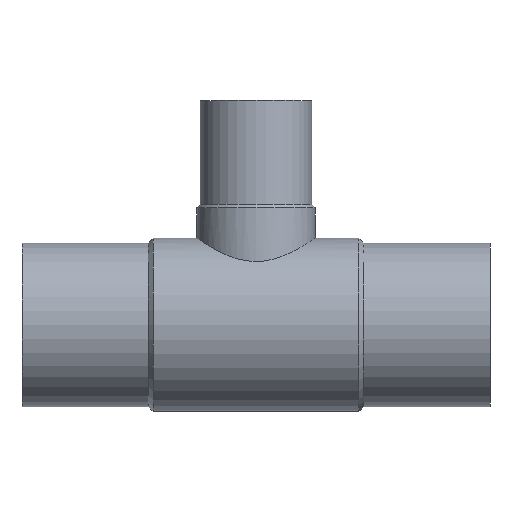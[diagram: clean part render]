
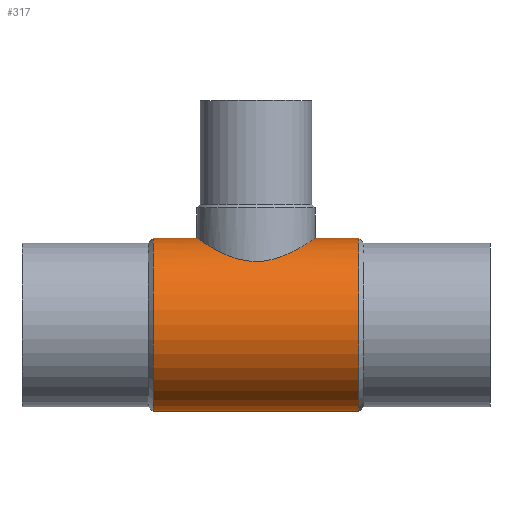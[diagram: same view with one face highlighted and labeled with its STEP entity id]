
A CAD part, top view. The second image highlights one B-rep face of the part: STEP entity #317.
In plain terms, the highlighted cylindrical face has radius 58.3 mm (diameter 116.6 mm), a partial arc.
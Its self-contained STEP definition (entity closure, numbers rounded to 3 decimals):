
#137 = EDGE_CURVE( '', #303, #247, #365, .T. );
#159 = VERTEX_POINT( '', #388 );
#183 = EDGE_CURVE( '', #249, #303, #416, .T. );
#219 = EDGE_CURVE( '', #247, #333, #457, .T. );
#227 = VERTEX_POINT( '', #466 );
#233 = EDGE_CURVE( '', #249, #227, #472, .T. );
#247 = VERTEX_POINT( '', #487 );
#249 = VERTEX_POINT( '', #489 );
#291 = EDGE_CURVE( '', #159, #227, #538, .T. );
#303 = VERTEX_POINT( '', #551 );
#317 = ADVANCED_FACE( '', ( #566 ), #567, .T. );
#323 = EDGE_CURVE( '', #333, #159, #573, .T. );
#333 = VERTEX_POINT( '', #584 );
#365 = CIRCLE( '', #613, 58.3 );
#388 = CARTESIAN_POINT( '', ( -197.25, 58.3, 0. ) );
#416 = LINE( '', #673, #674 );
#457 = LINE( '', #851, #852 );
#466 = CARTESIAN_POINT( '', ( -226.7, 58.3, 0. ) );
#472 = CIRCLE( '', #872, 58.3 );
#487 = CARTESIAN_POINT( '', ( -88.3, 58.3, 0. ) );
#489 = CARTESIAN_POINT( '', ( -226.7, -58.3, 0. ) );
#538 = LINE( '', #993, #994 );
#551 = CARTESIAN_POINT( '', ( -88.3, -58.3, 0. ) );
#566 = FACE_OUTER_BOUND( '', #1031, .T. );
#567 = CYLINDRICAL_SURFACE( '', #1032, 58.3 );
#573 = B_SPLINE_CURVE_WITH_KNOTS( '', 3, ( #1073, #1074, #1075, #1076, #1077, #1078, #1079, #1080, #1081, #1082, #1083, #1084, #1085, #1086, #1087, #1088, #1089, #1090, #1091, #1092, #1093, #1094, #1095, #1096, #1097, #1098, #1099, #1100, #1101, #1102, #1103, #1104, #1105, #1106, #1107, #1108, #1109, #1110, #1111, #1112, #1113, #1114, #1115, #1116, #1117, #1118, #1119, #1120, #1121, #1122, #1123, #1124, #1125, #1126, #1127, #1128, #1129, #1130, #1131, #1132, #1133, #1134, #1135, #1136, #1137, #1138 ), .UNSPECIFIED., .F., .F., ( 4, 2, 2, 2, 2, 2, 2, 2, 2, 2, 2, 2, 2, 2, 2, 2, 2, 2, 2, 2, 2, 2, 2, 2, 2, 2, 2, 2, 2, 2, 2, 2, 4 ), ( 62.542, 66.427, 70.311, 74.196, 78.08, 81.965, 85.849, 89.734, 93.619, 97.552, 101.485, 105.418, 109.352, 113.285, 117.218, 121.151, 125.085, 129.018, 132.951, 136.884, 140.818, 144.751, 148.684, 152.617, 156.551, 160.435, 164.32, 168.204, 172.089, 175.973, 179.858, 183.742, 187.627 ), .UNSPECIFIED. );
#584 = CARTESIAN_POINT( '', ( -117.75, 58.3, 0. ) );
#613 = AXIS2_PLACEMENT_3D( '', #1175, #1176, #1177 );
#673 = CARTESIAN_POINT( '', ( -157.5, -58.3, 0. ) );
#674 = VECTOR( '', #1228, 1. );
#851 = CARTESIAN_POINT( '', ( -157.5, 58.3, 0. ) );
#852 = VECTOR( '', #1280, 1. );
#872 = AXIS2_PLACEMENT_3D( '', #1296, #1297, #1298 );
#993 = CARTESIAN_POINT( '', ( -157.5, 58.3, 0. ) );
#994 = VECTOR( '', #1380, 1. );
#1031 = EDGE_LOOP( '', ( #1410, #1411, #1412, #1413, #1414, #1415 ) );
#1032 = AXIS2_PLACEMENT_3D( '', #1416, #1417, #1418 );
#1073 = CARTESIAN_POINT( '', ( -117.75, 58.3, 0. ) );
#1074 = CARTESIAN_POINT( '', ( -117.75, 58.3, 1.295 ) );
#1075 = CARTESIAN_POINT( '', ( -117.814, 58.257, 2.605 ) );
#1076 = CARTESIAN_POINT( '', ( -118.074, 58.08, 5.23 ) );
#1077 = CARTESIAN_POINT( '', ( -118.27, 57.946, 6.545 ) );
#1078 = CARTESIAN_POINT( '', ( -118.796, 57.592, 9.154 ) );
#1079 = CARTESIAN_POINT( '', ( -119.125, 57.371, 10.449 ) );
#1080 = CARTESIAN_POINT( '', ( -119.91, 56.848, 12.994 ) );
#1081 = CARTESIAN_POINT( '', ( -120.367, 56.547, 14.245 ) );
#1082 = CARTESIAN_POINT( '', ( -121.396, 55.876, 16.684 ) );
#1083 = CARTESIAN_POINT( '', ( -121.97, 55.506, 17.872 ) );
#1084 = CARTESIAN_POINT( '', ( -123.222, 54.713, 20.17 ) );
#1085 = CARTESIAN_POINT( '', ( -123.901, 54.29, 21.279 ) );
#1086 = CARTESIAN_POINT( '', ( -125.344, 53.409, 23.403 ) );
#1087 = CARTESIAN_POINT( '', ( -126.11, 52.951, 24.419 ) );
#1088 = CARTESIAN_POINT( '', ( -127.707, 52.019, 26.344 ) );
#1089 = CARTESIAN_POINT( '', ( -128.539, 51.547, 27.254 ) );
#1090 = CARTESIAN_POINT( '', ( -130.256, 50.602, 28.971 ) );
#1091 = CARTESIAN_POINT( '', ( -131.175, 50.111, 29.81 ) );
#1092 = CARTESIAN_POINT( '', ( -133.111, 49.122, 31.414 ) );
#1093 = CARTESIAN_POINT( '', ( -134.129, 48.622, 32.18 ) );
#1094 = CARTESIAN_POINT( '', ( -136.253, 47.638, 33.62 ) );
#1095 = CARTESIAN_POINT( '', ( -137.359, 47.153, 34.294 ) );
#1096 = CARTESIAN_POINT( '', ( -139.646, 46.222, 35.539 ) );
#1097 = CARTESIAN_POINT( '', ( -140.827, 45.777, 36.108 ) );
#1098 = CARTESIAN_POINT( '', ( -143.25, 44.951, 37.131 ) );
#1099 = CARTESIAN_POINT( '', ( -144.493, 44.57, 37.585 ) );
#1100 = CARTESIAN_POINT( '', ( -147.025, 43.898, 38.368 ) );
#1101 = CARTESIAN_POINT( '', ( -148.313, 43.607, 38.697 ) );
#1102 = CARTESIAN_POINT( '', ( -150.917, 43.134, 39.224 ) );
#1103 = CARTESIAN_POINT( '', ( -152.233, 42.952, 39.422 ) );
#1104 = CARTESIAN_POINT( '', ( -154.869, 42.709, 39.685 ) );
#1105 = CARTESIAN_POINT( '', ( -156.189, 42.648, 39.75 ) );
#1106 = CARTESIAN_POINT( '', ( -158.811, 42.648, 39.75 ) );
#1107 = CARTESIAN_POINT( '', ( -160.131, 42.709, 39.685 ) );
#1108 = CARTESIAN_POINT( '', ( -162.767, 42.952, 39.422 ) );
#1109 = CARTESIAN_POINT( '', ( -164.083, 43.134, 39.224 ) );
#1110 = CARTESIAN_POINT( '', ( -166.687, 43.607, 38.697 ) );
#1111 = CARTESIAN_POINT( '', ( -167.975, 43.898, 38.368 ) );
#1112 = CARTESIAN_POINT( '', ( -170.507, 44.57, 37.585 ) );
#1113 = CARTESIAN_POINT( '', ( -171.75, 44.951, 37.131 ) );
#1114 = CARTESIAN_POINT( '', ( -174.173, 45.777, 36.108 ) );
#1115 = CARTESIAN_POINT( '', ( -175.354, 46.222, 35.539 ) );
#1116 = CARTESIAN_POINT( '', ( -177.641, 47.153, 34.294 ) );
#1117 = CARTESIAN_POINT( '', ( -178.747, 47.638, 33.62 ) );
#1118 = CARTESIAN_POINT( '', ( -180.871, 48.622, 32.18 ) );
#1119 = CARTESIAN_POINT( '', ( -181.889, 49.122, 31.414 ) );
#1120 = CARTESIAN_POINT( '', ( -183.825, 50.111, 29.81 ) );
#1121 = CARTESIAN_POINT( '', ( -184.744, 50.602, 28.971 ) );
#1122 = CARTESIAN_POINT( '', ( -186.461, 51.547, 27.254 ) );
#1123 = CARTESIAN_POINT( '', ( -187.293, 52.019, 26.344 ) );
#1124 = CARTESIAN_POINT( '', ( -188.89, 52.951, 24.419 ) );
#1125 = CARTESIAN_POINT( '', ( -189.656, 53.409, 23.403 ) );
#1126 = CARTESIAN_POINT( '', ( -191.099, 54.29, 21.279 ) );
#1127 = CARTESIAN_POINT( '', ( -191.778, 54.713, 20.17 ) );
#1128 = CARTESIAN_POINT( '', ( -193.03, 55.506, 17.872 ) );
#1129 = CARTESIAN_POINT( '', ( -193.604, 55.876, 16.684 ) );
#1130 = CARTESIAN_POINT( '', ( -194.633, 56.547, 14.245 ) );
#1131 = CARTESIAN_POINT( '', ( -195.09, 56.848, 12.994 ) );
#1132 = CARTESIAN_POINT( '', ( -195.875, 57.371, 10.449 ) );
#1133 = CARTESIAN_POINT( '', ( -196.204, 57.592, 9.154 ) );
#1134 = CARTESIAN_POINT( '', ( -196.73, 57.946, 6.545 ) );
#1135 = CARTESIAN_POINT( '', ( -196.926, 58.08, 5.23 ) );
#1136 = CARTESIAN_POINT( '', ( -197.186, 58.257, 2.605 ) );
#1137 = CARTESIAN_POINT( '', ( -197.25, 58.3, 1.295 ) );
#1138 = CARTESIAN_POINT( '', ( -197.25, 58.3, 0. ) );
#1175 = CARTESIAN_POINT( '', ( -88.3, 0., 0. ) );
#1176 = DIRECTION( '', ( -1., 0., 0. ) );
#1177 = DIRECTION( '', ( 0., 1., 0. ) );
#1228 = DIRECTION( '', ( 1., 0., 0. ) );
#1280 = DIRECTION( '', ( -1., 0., 0. ) );
#1296 = CARTESIAN_POINT( '', ( -226.7, 0., 0. ) );
#1297 = DIRECTION( '', ( -1., 0., 0. ) );
#1298 = DIRECTION( '', ( 0., 1., 0. ) );
#1380 = DIRECTION( '', ( -1., 0., 0. ) );
#1410 = ORIENTED_EDGE( '', *, *, #219, .T. );
#1411 = ORIENTED_EDGE( '', *, *, #323, .T. );
#1412 = ORIENTED_EDGE( '', *, *, #291, .T. );
#1413 = ORIENTED_EDGE( '', *, *, #233, .F. );
#1414 = ORIENTED_EDGE( '', *, *, #183, .T. );
#1415 = ORIENTED_EDGE( '', *, *, #137, .T. );
#1416 = CARTESIAN_POINT( '', ( -157.5, 0., 0. ) );
#1417 = DIRECTION( '', ( 1., 0., 0. ) );
#1418 = DIRECTION( '', ( 0., 1., 0. ) );
